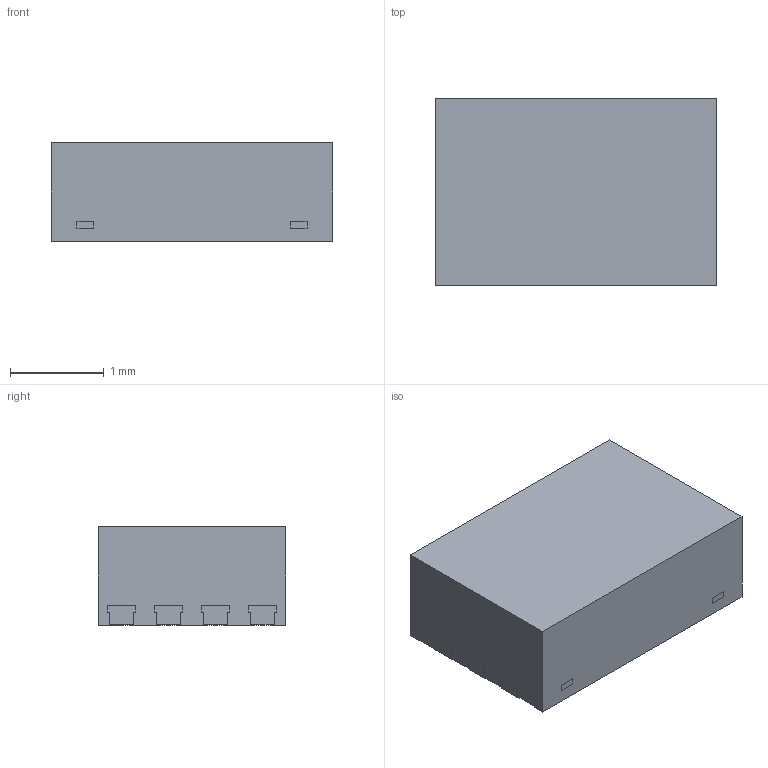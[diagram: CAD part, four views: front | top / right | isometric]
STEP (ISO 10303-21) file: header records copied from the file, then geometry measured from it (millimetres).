
FILE_DESCRIPTION((''),'2;1');
FILE_NAME('REU0008A_ASM','2023-02-10T09:24:35',('a0412086'),(''),'CREO PARAMETRIC BY PTC INC, 2018500','CREO PARAMETRIC BY PTC INC, 2018500','');
FILE_SCHEMA(('CONFIG_CONTROL_DESIGN','SHAPE_APPEARANCE_LAYERS_GROUPS'));
Length unit declared in the file: millimetre
Products named in the file (4): REU0008A_FRAME; REU0008A_BODY; REU0008A_PIN1_AREA; REU0008A_ASM
Assembly tree (3 placements, depth 2):
  REU0008A_ASM
    REU0008A_FRAME
    REU0008A_BODY
    REU0008A_PIN1_AREA
Bounding box: 3 x 2 x 1.05 mm (x, y, z)
Volume: 6.3 mm3; surface area: 28.6 mm2
Topology: 9 solids, 9 shells, 212 faces, 594 edges, 396 vertices
Faces by surface type: plane 164, cylinder 48
Entity records: 8857 total; most frequent: CARTESIAN_POINT 1209, ORIENTED_EDGE 1188, DIRECTION 1128, PRESENTATION_STYLE_ASSIGNMENT 615, STYLED_ITEM 603, CURVE_STYLE 594, EDGE_CURVE 594, VECTOR 498
